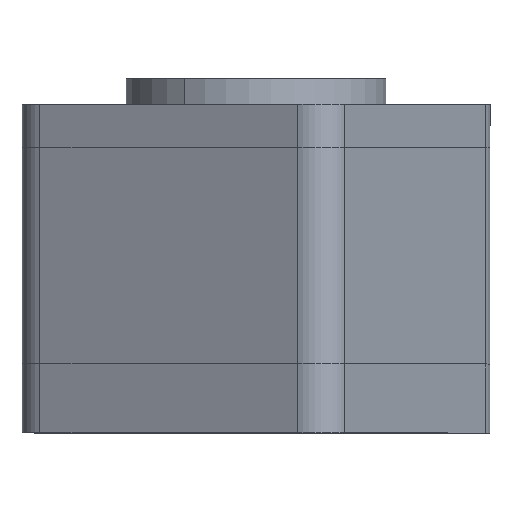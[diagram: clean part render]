
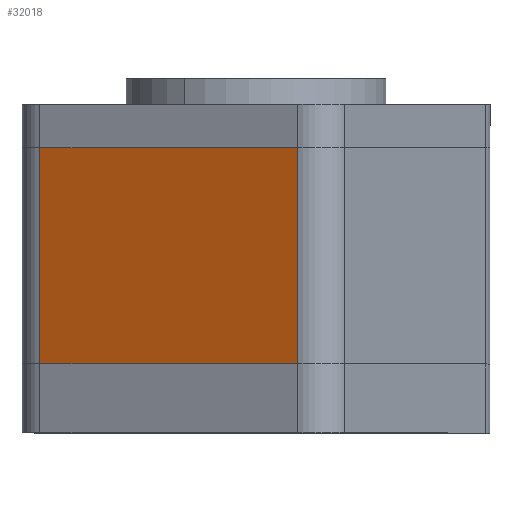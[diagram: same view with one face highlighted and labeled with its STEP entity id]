
A CAD part, top view. The second image highlights one B-rep face of the part: STEP entity #32018.
In plain terms, the highlighted face is planar.
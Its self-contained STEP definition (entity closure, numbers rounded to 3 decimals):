
#968 = PLANE ( 'NONE',  #19657 ) ;
#1700 = LINE ( 'NONE', #33686, #26409 ) ;
#2150 = CARTESIAN_POINT ( 'NONE',  ( -17., 21., 0. ) ) ;
#2714 = CARTESIAN_POINT ( 'NONE',  ( -17., 21., 25. ) ) ;
#2730 = ORIENTED_EDGE ( 'NONE', *, *, #4992, .T. ) ;
#3369 = CARTESIAN_POINT ( 'NONE',  ( 0., 21., 25. ) ) ;
#4392 = VERTEX_POINT ( 'NONE', #2150 ) ;
#4992 = EDGE_CURVE ( 'NONE', #4392, #6454, #15333, .T. ) ;
#5555 = CARTESIAN_POINT ( 'NONE',  ( 17., 21., 0. ) ) ;
#6454 = VERTEX_POINT ( 'NONE', #2714 ) ;
#7758 = CARTESIAN_POINT ( 'NONE',  ( 17., 21., 25. ) ) ;
#9845 = EDGE_CURVE ( 'NONE', #28942, #6454, #29895, .T. ) ;
#14173 = DIRECTION ( 'NONE',  ( -1., 0., 0. ) ) ;
#15333 = LINE ( 'NONE', #20788, #20820 ) ;
#15348 = DIRECTION ( 'NONE',  ( 0., 0., -1. ) ) ;
#16205 = EDGE_CURVE ( 'NONE', #28942, #21507, #18165, .T. ) ;
#17077 = FACE_OUTER_BOUND ( 'NONE', #22356, .T. ) ;
#18165 = LINE ( 'NONE', #21332, #34425 ) ;
#19657 = AXIS2_PLACEMENT_3D ( 'NONE', #30662, #25017, #21847 ) ;
#19699 = ORIENTED_EDGE ( 'NONE', *, *, #31759, .T. ) ;
#20788 = CARTESIAN_POINT ( 'NONE',  ( -17., 21., 25. ) ) ;
#20820 = VECTOR ( 'NONE', #31572, 1000. ) ;
#20963 = DIRECTION ( 'NONE',  ( -1., 0., 0. ) ) ;
#21122 = ORIENTED_EDGE ( 'NONE', *, *, #16205, .T. ) ;
#21332 = CARTESIAN_POINT ( 'NONE',  ( 17., 21., 0. ) ) ;
#21507 = VERTEX_POINT ( 'NONE', #5555 ) ;
#21847 = DIRECTION ( 'NONE',  ( 0., 0., -1. ) ) ;
#22356 = EDGE_LOOP ( 'NONE', ( #19699, #2730, #31192, #21122 ) ) ;
#25017 = DIRECTION ( 'NONE',  ( 0., -1., 0. ) ) ;
#26409 = VECTOR ( 'NONE', #20963, 1000. ) ;
#28220 = VECTOR ( 'NONE', #14173, 1000. ) ;
#28942 = VERTEX_POINT ( 'NONE', #7758 ) ;
#29895 = LINE ( 'NONE', #3369, #28220 ) ;
#30662 = CARTESIAN_POINT ( 'NONE',  ( 0., 21., 25. ) ) ;
#31192 = ORIENTED_EDGE ( 'NONE', *, *, #9845, .F. ) ;
#31572 = DIRECTION ( 'NONE',  ( 0., 0., 1. ) ) ;
#31759 = EDGE_CURVE ( 'NONE', #21507, #4392, #1700, .T. ) ;
#32018 = ADVANCED_FACE ( 'NONE', ( #17077 ), #968, .F. ) ;
#33686 = CARTESIAN_POINT ( 'NONE',  ( 0., 21., 0. ) ) ;
#34425 = VECTOR ( 'NONE', #15348, 1000. ) ;
